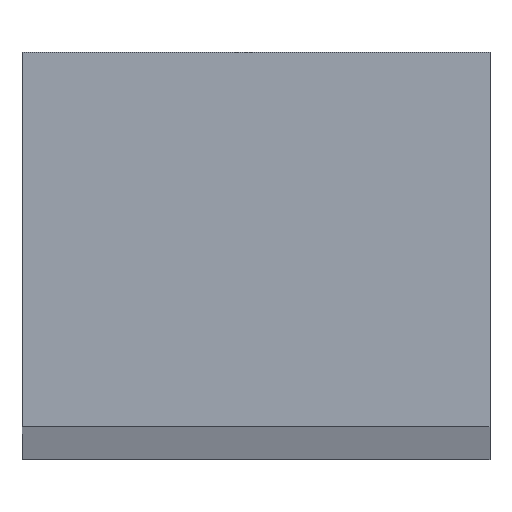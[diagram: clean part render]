
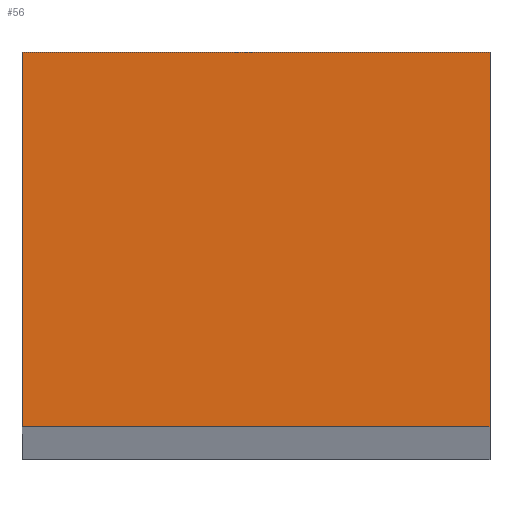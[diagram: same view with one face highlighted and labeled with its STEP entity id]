
A CAD part, top view. The second image highlights one B-rep face of the part: STEP entity #56.
In plain terms, the highlighted planar face has unit normal (0, 0, 1).
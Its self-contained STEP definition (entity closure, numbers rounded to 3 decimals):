
#8 = VECTOR ( 'NONE', #226, 1000. ) ;
#36 = AXIS2_PLACEMENT_3D ( 'NONE', #153, #154, #155 ) ;
#41 = VECTOR ( 'NONE', #149, 1000. ) ;
#42 = FACE_OUTER_BOUND ( 'NONE', #141, .T. ) ;
#45 = VECTOR ( 'NONE', #172, 1000. ) ;
#49 = VECTOR ( 'NONE', #182, 1000. ) ;
#53 = EDGE_CURVE ( 'NONE', #94, #96, #147, .T. ) ;
#56 = ADVANCED_FACE ( 'NONE', ( #42 ), #146, .T. ) ;
#63 = EDGE_CURVE ( 'NONE', #96, #107, #170, .T. ) ;
#67 = EDGE_CURVE ( 'NONE', #107, #110, #186, .T. ) ;
#72 = EDGE_CURVE ( 'NONE', #110, #94, #224, .T. ) ;
#94 = VERTEX_POINT ( 'NONE', #219 ) ;
#96 = VERTEX_POINT ( 'NONE', #208 ) ;
#107 = VERTEX_POINT ( 'NONE', #215 ) ;
#110 = VERTEX_POINT ( 'NONE', #213 ) ;
#122 = ORIENTED_EDGE ( 'NONE', *, *, #72, .T. ) ;
#124 = ORIENTED_EDGE ( 'NONE', *, *, #67, .T. ) ;
#131 = ORIENTED_EDGE ( 'NONE', *, *, #53, .T. ) ;
#134 = ORIENTED_EDGE ( 'NONE', *, *, #63, .T. ) ;
#141 = EDGE_LOOP ( 'NONE', ( #124, #122, #131, #134 ) ) ;
#146 = PLANE ( 'NONE',  #36 ) ;
#147 = LINE ( 'NONE', #148, #41 ) ;
#148 = CARTESIAN_POINT ( 'NONE',  ( 12.5, 10., 500. ) ) ;
#149 = DIRECTION ( 'NONE',  ( 0., 1., 0. ) ) ;
#153 = CARTESIAN_POINT ( 'NONE',  ( 0., 0., 500. ) ) ;
#154 = DIRECTION ( 'NONE',  ( 0., 0., 1. ) ) ;
#155 = DIRECTION ( 'NONE',  ( 1., 0., 0. ) ) ;
#170 = LINE ( 'NONE', #171, #45 ) ;
#171 = CARTESIAN_POINT ( 'NONE',  ( -12.5, 10., 500. ) ) ;
#172 = DIRECTION ( 'NONE',  ( -1., 0., 0. ) ) ;
#182 = DIRECTION ( 'NONE',  ( 0., -1., 0. ) ) ;
#186 = LINE ( 'NONE', #237, #49 ) ;
#208 = CARTESIAN_POINT ( 'NONE',  ( 12.5, 10., 500. ) ) ;
#213 = CARTESIAN_POINT ( 'NONE',  ( -12.5, -10., 500. ) ) ;
#215 = CARTESIAN_POINT ( 'NONE',  ( -12.5, 10., 500. ) ) ;
#219 = CARTESIAN_POINT ( 'NONE',  ( 12.5, -10., 500. ) ) ;
#224 = LINE ( 'NONE', #225, #8 ) ;
#225 = CARTESIAN_POINT ( 'NONE',  ( -12.5, -10., 500. ) ) ;
#226 = DIRECTION ( 'NONE',  ( 1., 0., 0. ) ) ;
#237 = CARTESIAN_POINT ( 'NONE',  ( -12.5, 10., 500. ) ) ;
